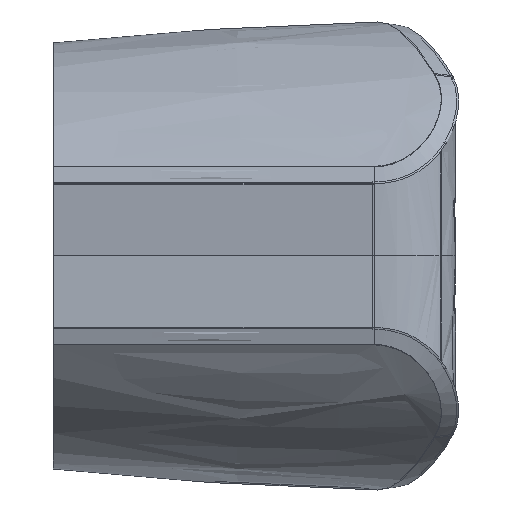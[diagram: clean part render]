
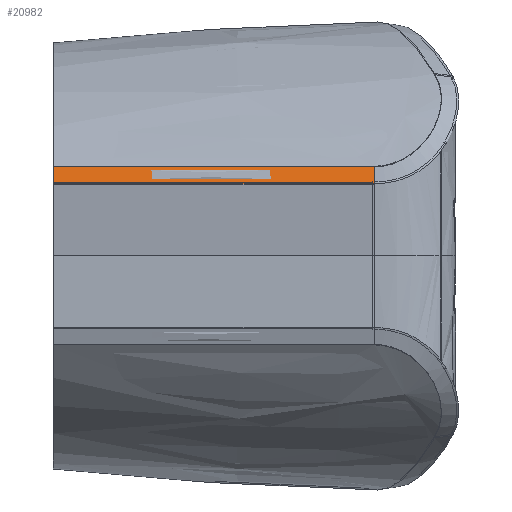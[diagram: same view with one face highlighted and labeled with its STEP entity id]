
A CAD part, top view. The second image highlights one B-rep face of the part: STEP entity #20982.
In plain terms, the highlighted free-form (B-spline) face has degree [1, 3] with [2, 8] control points.
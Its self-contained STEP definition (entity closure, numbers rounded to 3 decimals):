
#1836 = CARTESIAN_POINT ( 'NONE',  ( -24.958, 14.898, 36.064 ) ) ;
#1970 = CARTESIAN_POINT ( 'NONE',  ( 2.133, 12., 38.315 ) ) ;
#2068 = CARTESIAN_POINT ( 'NONE',  ( 25.565, 12., 38.932 ) ) ;
#5162 = ORIENTED_EDGE ( 'NONE', *, *, #57836, .F. ) ;
#5295 = B_SPLINE_CURVE_WITH_KNOTS ( 'NONE', 3,
 ( #65999, #60661, #17728, #34004 ),
 .UNSPECIFIED., .F., .F.,
 ( 4, 4 ),
 ( 0., 2.996 ),
 .UNSPECIFIED. ) ;
#7065 = CARTESIAN_POINT ( 'NONE',  ( -7.234, 14.898, 37.172 ) ) ;
#7191 = CARTESIAN_POINT ( 'NONE',  ( 17.752, 12., 38.821 ) ) ;
#8986 = B_SPLINE_CURVE_WITH_KNOTS ( 'NONE', 1,
 ( #13343, #18641 ),
 .UNSPECIFIED., .F., .F.,
 ( 2, 2 ),
 ( 0., 1. ),
 .UNSPECIFIED. ) ;
#12329 = CARTESIAN_POINT ( 'NONE',  ( 17.12, 14.898, 38.039 ) ) ;
#13343 = CARTESIAN_POINT ( 'NONE',  ( 25.565, 14.898, 38.157 ) ) ;
#13791 = CARTESIAN_POINT ( 'NONE',  ( 25.565, 14.898, 38.157 ) ) ;
#14254 = B_SPLINE_CURVE_WITH_KNOTS ( 'NONE', 2,
 ( #13791, #19091, #29988 ),
 .UNSPECIFIED., .F., .F.,
 ( 3, 3 ),
 ( -96.064, -43.496 ),
 .UNSPECIFIED. ) ;
#17609 = CARTESIAN_POINT ( 'NONE',  ( -28., 12., 36.595 ) ) ;
#17728 = CARTESIAN_POINT ( 'NONE',  ( -28., 13.932, 36.088 ) ) ;
#18641 = CARTESIAN_POINT ( 'NONE',  ( 25.565, 12., 38.932 ) ) ;
#19091 = CARTESIAN_POINT ( 'NONE',  ( -2.677, 14.898, 37.763 ) ) ;
#20982 = ADVANCED_FACE ( 'NONE', ( #65083 ), #33408, .T. ) ;
#23017 = CARTESIAN_POINT ( 'NONE',  ( -23.516, 12., 36.927 ) ) ;
#27061 = CARTESIAN_POINT ( 'NONE',  ( -28., 14.898, 35.836 ) ) ;
#27201 = CARTESIAN_POINT ( 'NONE',  ( -28., 12., 36.595 ) ) ;
#28374 = CARTESIAN_POINT ( 'NONE',  ( -21.273, 12., 37.078 ) ) ;
#28473 = CARTESIAN_POINT ( 'NONE',  ( -5.674, 12., 38.01 ) ) ;
#29321 = VERTEX_POINT ( 'NONE', #38163 ) ;
#29988 = CARTESIAN_POINT ( 'NONE',  ( -28., 14.898, 35.836 ) ) ;
#33408 = B_SPLINE_SURFACE_WITH_KNOTS ( 'NONE', 1, 3, ( 
 ( #33416, #33647, #1836, #38991, #7065, #44344, #12329, #49730 ),
 ( #17609, #55124, #23017, #60534, #28473, #65881, #33883, #2068 ) ),
 .UNSPECIFIED., .F., .F., .F.,
 ( 2, 2 ),
 ( 4, 2, 2, 4 ),
 ( 0., 1. ),
 ( 41.994, 48.779, 72.36, 95.942 ),
 .UNSPECIFIED. ) ;
#33416 = CARTESIAN_POINT ( 'NONE',  ( -29.318, 14.898, 35.734 ) ) ;
#33647 = CARTESIAN_POINT ( 'NONE',  ( -27.146, 14.898, 35.903 ) ) ;
#33784 = CARTESIAN_POINT ( 'NONE',  ( -5.674, 12., 38.01 ) ) ;
#33883 = CARTESIAN_POINT ( 'NONE',  ( 17.752, 12., 38.821 ) ) ;
#34004 = CARTESIAN_POINT ( 'NONE',  ( -28., 14.898, 35.836 ) ) ;
#34660 = CARTESIAN_POINT ( 'NONE',  ( -28., 12., 36.595 ) ) ;
#38163 = CARTESIAN_POINT ( 'NONE',  ( 25.565, 14.898, 38.157 ) ) ;
#38991 = CARTESIAN_POINT ( 'NONE',  ( -15.092, 14.898, 36.745 ) ) ;
#39118 = CARTESIAN_POINT ( 'NONE',  ( 9.941, 12., 38.62 ) ) ;
#39664 = EDGE_LOOP ( 'NONE', ( #63604, #5162, #60245, #44287 ) ) ;
#44287 = ORIENTED_EDGE ( 'NONE', *, *, #50834, .F. ) ;
#44344 = CARTESIAN_POINT ( 'NONE',  ( 8.872, 14.898, 37.819 ) ) ;
#44479 = CARTESIAN_POINT ( 'NONE',  ( 25.565, 12., 38.932 ) ) ;
#49730 = CARTESIAN_POINT ( 'NONE',  ( 25.565, 14.898, 38.157 ) ) ;
#50207 = CARTESIAN_POINT ( 'NONE',  ( 25.565, 12., 38.932 ) ) ;
#50834 = EDGE_CURVE ( 'NONE', #62399, #54572, #5295, .T. ) ;
#52556 = VERTEX_POINT ( 'NONE', #50207 ) ;
#53390 = EDGE_CURVE ( 'NONE', #62399, #52556, #55850, .T. ) ;
#54572 = VERTEX_POINT ( 'NONE', #27061 ) ;
#55124 = CARTESIAN_POINT ( 'NONE',  ( -25.759, 12., 36.766 ) ) ;
#55850 = B_SPLINE_CURVE_WITH_KNOTS ( 'NONE', 3,
 ( #27201, #59267, #60434, #28374, #65788, #33784, #1970, #39118, #7191, #44479 ),
 .UNSPECIFIED., .F., .F.,
 ( 4, 3, 3, 4 ),
 ( 41.994, 48.779, 72.36, 95.942 ),
 .UNSPECIFIED. ) ;
#57836 = EDGE_CURVE ( 'NONE', #29321, #52556, #8986, .T. ) ;
#57840 = EDGE_CURVE ( 'NONE', #29321, #54572, #14254, .T. ) ;
#59267 = CARTESIAN_POINT ( 'NONE',  ( -25.759, 12., 36.766 ) ) ;
#60245 = ORIENTED_EDGE ( 'NONE', *, *, #57840, .T. ) ;
#60434 = CARTESIAN_POINT ( 'NONE',  ( -23.516, 12., 36.927 ) ) ;
#60534 = CARTESIAN_POINT ( 'NONE',  ( -13.477, 12., 37.603 ) ) ;
#60661 = CARTESIAN_POINT ( 'NONE',  ( -28., 12.966, 36.342 ) ) ;
#62399 = VERTEX_POINT ( 'NONE', #34660 ) ;
#63604 = ORIENTED_EDGE ( 'NONE', *, *, #53390, .T. ) ;
#65083 = FACE_OUTER_BOUND ( 'NONE', #39664, .T. ) ;
#65788 = CARTESIAN_POINT ( 'NONE',  ( -13.477, 12., 37.603 ) ) ;
#65881 = CARTESIAN_POINT ( 'NONE',  ( 9.941, 12., 38.62 ) ) ;
#65999 = CARTESIAN_POINT ( 'NONE',  ( -28., 12., 36.595 ) ) ;
